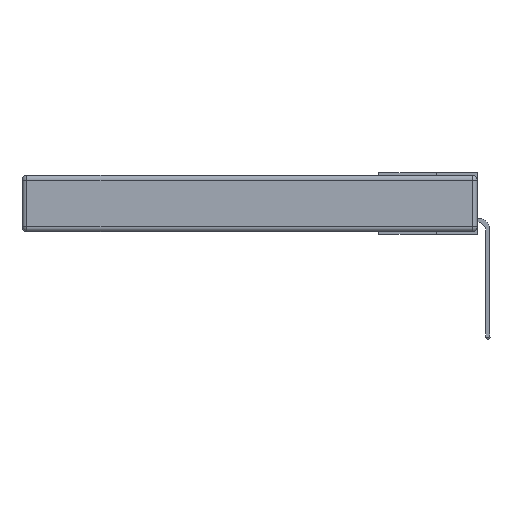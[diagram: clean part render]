
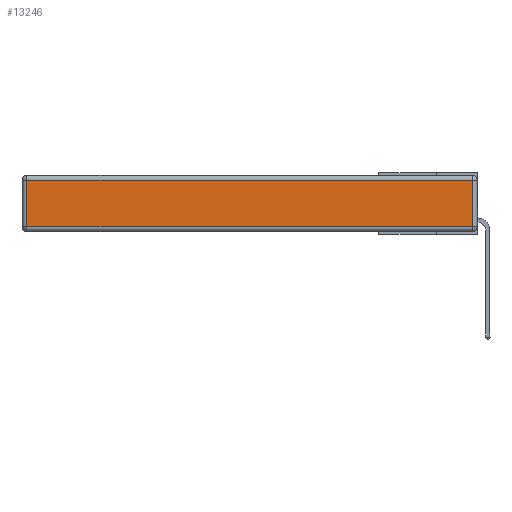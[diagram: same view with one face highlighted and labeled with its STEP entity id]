
A CAD part, left-side view. The second image highlights one B-rep face of the part: STEP entity #13246.
In plain terms, the highlighted planar face has unit normal (-1, 0, 0).
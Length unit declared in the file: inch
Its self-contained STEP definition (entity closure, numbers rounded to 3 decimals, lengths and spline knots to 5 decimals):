
#677 = VERTEX_POINT ( 'NONE', #6713 ) ;
#1562 = VERTEX_POINT ( 'NONE', #17853 ) ;
#1950 = EDGE_CURVE ( 'NONE', #20441, #1562, #13638, .T. ) ;
#2070 = DIRECTION ( 'NONE',  ( 0., 0., 1. ) ) ;
#2505 = EDGE_LOOP ( 'NONE', ( #12646, #13161, #11356, #18413 ) ) ;
#4151 = LINE ( 'NONE', #6381, #17468 ) ;
#6168 = VERTEX_POINT ( 'NONE', #18390 ) ;
#6243 = DIRECTION ( 'NONE',  ( 0., 1., 0. ) ) ;
#6381 = CARTESIAN_POINT ( 'NONE',  ( 0., 2.75, -0.03 ) ) ;
#6713 = CARTESIAN_POINT ( 'NONE',  ( 0., 0.03, -0.03 ) ) ;
#6722 = EDGE_CURVE ( 'NONE', #1562, #677, #17568, .T. ) ;
#6981 = CARTESIAN_POINT ( 'NONE',  ( 0., 0.03, -0.343 ) ) ;
#9193 = CARTESIAN_POINT ( 'NONE',  ( 0., 0., -0.343 ) ) ;
#10997 = EDGE_CURVE ( 'NONE', #677, #6168, #4151, .T. ) ;
#11018 = DIRECTION ( 'NONE',  ( 0., 0., 1. ) ) ;
#11356 = ORIENTED_EDGE ( 'NONE', *, *, #10997, .T. ) ;
#11818 = EDGE_CURVE ( 'NONE', #6168, #20441, #13101, .T. ) ;
#12646 = ORIENTED_EDGE ( 'NONE', *, *, #1950, .T. ) ;
#13101 = LINE ( 'NONE', #13322, #16938 ) ;
#13161 = ORIENTED_EDGE ( 'NONE', *, *, #6722, .T. ) ;
#13246 = ADVANCED_FACE ( 'NONE', ( #14047 ), #20570, .T. ) ;
#13322 = CARTESIAN_POINT ( 'NONE',  ( 0., 2.72, -0.343 ) ) ;
#13592 = CARTESIAN_POINT ( 'NONE',  ( 0., 0., -0.313 ) ) ;
#13638 = LINE ( 'NONE', #13592, #14668 ) ;
#14047 = FACE_OUTER_BOUND ( 'NONE', #2505, .T. ) ;
#14479 = VECTOR ( 'NONE', #2070, 39.37008 ) ;
#14668 = VECTOR ( 'NONE', #20268, 39.37008 ) ;
#16695 = DIRECTION ( 'NONE',  ( 0., 0., -1. ) ) ;
#16938 = VECTOR ( 'NONE', #16695, 39.37008 ) ;
#17468 = VECTOR ( 'NONE', #6243, 39.37008 ) ;
#17568 = LINE ( 'NONE', #6981, #14479 ) ;
#17853 = CARTESIAN_POINT ( 'NONE',  ( 0., 0.03, -0.313 ) ) ;
#18043 = AXIS2_PLACEMENT_3D ( 'NONE', #9193, #18895, #11018 ) ;
#18390 = CARTESIAN_POINT ( 'NONE',  ( 0., 2.72, -0.03 ) ) ;
#18413 = ORIENTED_EDGE ( 'NONE', *, *, #11818, .T. ) ;
#18749 = CARTESIAN_POINT ( 'NONE',  ( 0., 2.72, -0.313 ) ) ;
#18895 = DIRECTION ( 'NONE',  ( -1., 0., 0. ) ) ;
#20268 = DIRECTION ( 'NONE',  ( 0., -1., 0. ) ) ;
#20441 = VERTEX_POINT ( 'NONE', #18749 ) ;
#20570 = PLANE ( 'NONE',  #18043 ) ;
